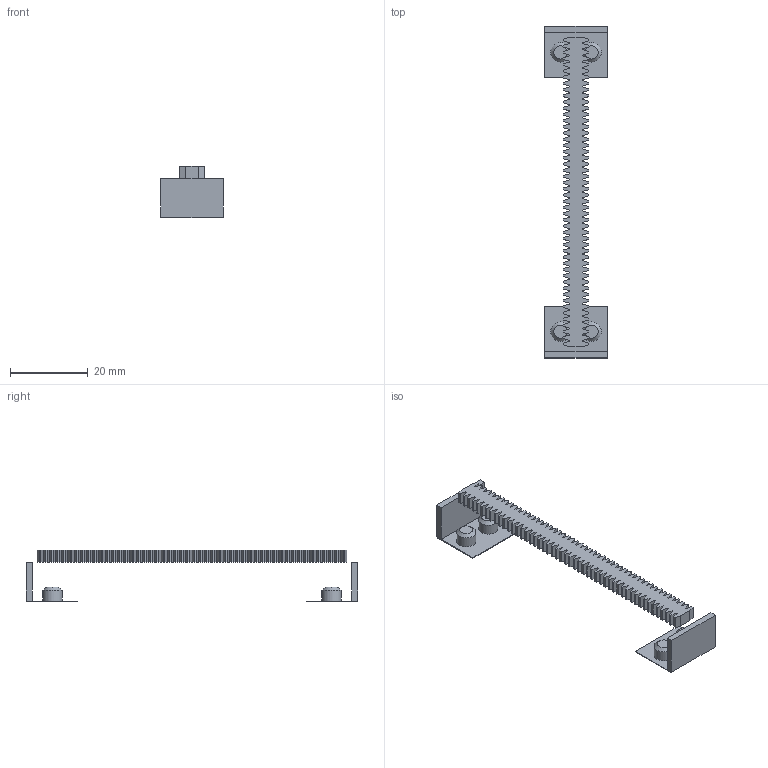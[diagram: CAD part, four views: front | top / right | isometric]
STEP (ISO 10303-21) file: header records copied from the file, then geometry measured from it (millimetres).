
FILE_DESCRIPTION(('Open CASCADE Model'),'2;1');
FILE_NAME('Open CASCADE Shape Model','2025-01-19T18:58:10',('Author'),( 'Open CASCADE'),'Open CASCADE STEP processor 7.7','Open CASCADE 7.7' ,'Unknown');
FILE_SCHEMA(('AUTOMOTIVE_DESIGN { 1 0 10303 214 1 1 1 1 }'));
Length unit declared in the file: millimetre
Products named in the file (5): Open CASCADE STEP translator 7.7 31; Open CASCADE STEP translator 7.7 31.1; Open CASCADE STEP translator 7.7 31.1.1; Open CASCADE STEP translator 7.7 31.1.2; Open CASCADE STEP translator 7.7 31.1.3
Assembly tree (4 placements, depth 3):
  Open CASCADE STEP translator 7.7 31
    Open CASCADE STEP translator 7.7 31.1
      Open CASCADE STEP translator 7.7 31.1.1
      Open CASCADE STEP translator 7.7 31.1.2
      Open CASCADE STEP translator 7.7 31.1.3
Bounding box: 16 x 85.6 x 13.4 mm (x, y, z)
Volume: 2179.3 mm3; surface area: 3890.4 mm2
Topology: 3 solids, 3 shells, 434 faces, 1268 edges, 844 vertices
Faces by surface type: plane 426, cylinder 4, cone 4
Full cylindrical faces by diameter (mm): 5 x4
Entity records: 30634 total; most frequent: CARTESIAN_POINT 5087, DIRECTION 4694, LINE 3784, VECTOR 3784, ORIENTED_EDGE 2536, PCURVE 2536, DEFINITIONAL_REPRESENTATION 2536, EDGE_CURVE 1268
